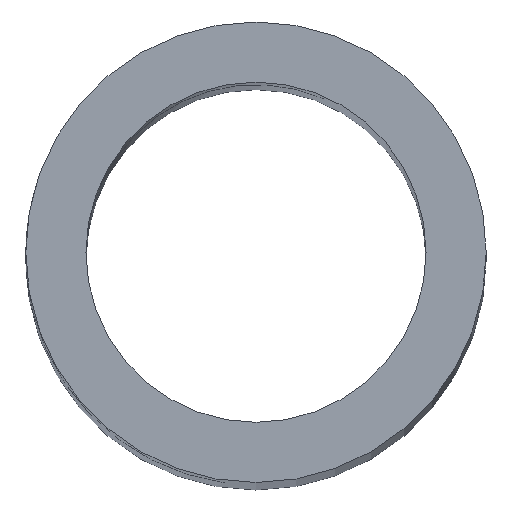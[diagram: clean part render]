
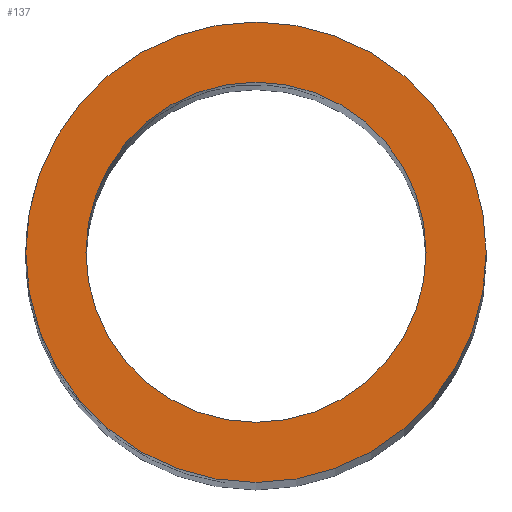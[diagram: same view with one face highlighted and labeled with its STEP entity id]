
A CAD part, top view. The second image highlights one B-rep face of the part: STEP entity #137.
In plain terms, the highlighted planar face has unit normal (0, 0, 1).
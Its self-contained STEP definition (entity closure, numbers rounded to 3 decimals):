
#31=FACE_BOUND('',#44,.T.);
#35=FACE_OUTER_BOUND('',#43,.T.);
#43=EDGE_LOOP('',(#97));
#44=EDGE_LOOP('',(#98));
#55=CIRCLE('',#160,4.763);
#56=CIRCLE('',#161,3.518);
#67=VERTEX_POINT('',#229);
#68=VERTEX_POINT('',#231);
#79=EDGE_CURVE('',#67,#67,#55,.T.);
#80=EDGE_CURVE('',#68,#68,#56,.T.);
#97=ORIENTED_EDGE('',*,*,#79,.F.);
#98=ORIENTED_EDGE('',*,*,#80,.F.);
#133=PLANE('',#159);
#137=ADVANCED_FACE('',(#35,#31),#133,.T.);
#159=AXIS2_PLACEMENT_3D('',#228,#181,#182);
#160=AXIS2_PLACEMENT_3D('',#230,#183,#184);
#161=AXIS2_PLACEMENT_3D('',#232,#185,#186);
#181=DIRECTION('center_axis',(0.,0.,1.));
#182=DIRECTION('ref_axis',(1.,0.,0.));
#183=DIRECTION('center_axis',(0.,0.,-1.));
#184=DIRECTION('ref_axis',(-1.,0.,0.));
#185=DIRECTION('center_axis',(0.,0.,1.));
#186=DIRECTION('ref_axis',(-1.,0.,0.));
#228=CARTESIAN_POINT('Origin',(0.,0.,12.7));
#229=CARTESIAN_POINT('',(4.763,0.,12.7));
#230=CARTESIAN_POINT('Origin',(0.,0.,12.7));
#231=CARTESIAN_POINT('',(3.518,0.,12.7));
#232=CARTESIAN_POINT('Origin',(0.,0.,12.7));
